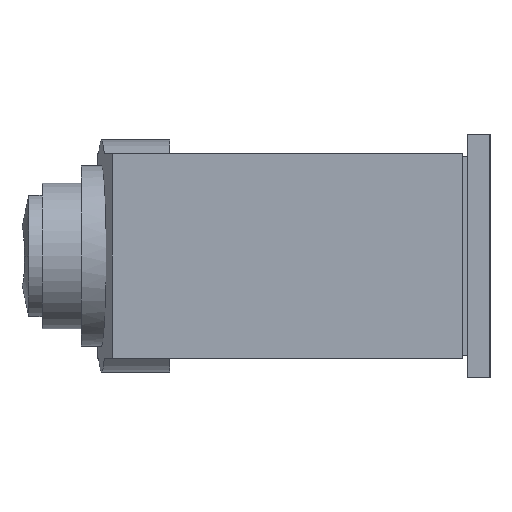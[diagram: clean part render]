
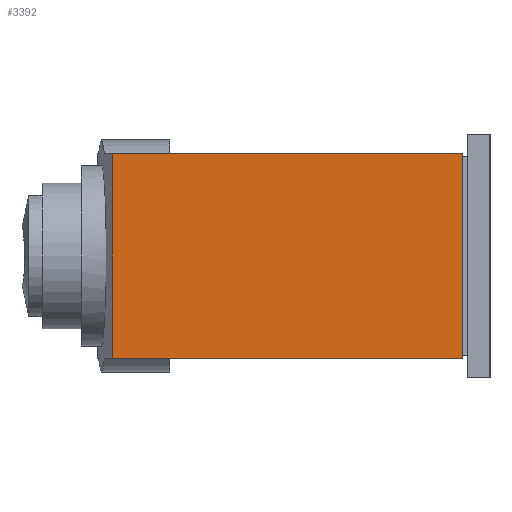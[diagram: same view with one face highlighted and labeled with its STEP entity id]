
A CAD part, left-side view. The second image highlights one B-rep face of the part: STEP entity #3392.
In plain terms, the highlighted planar face has unit normal (-1, 0, 0).
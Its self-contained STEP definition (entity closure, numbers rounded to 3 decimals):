
#146 = AXIS2_PLACEMENT_3D ( 'NONE', #1382, #2500, #318 ) ;
#208 = CARTESIAN_POINT ( 'NONE',  ( -30.8, 31.67, -10.5 ) ) ;
#228 = CARTESIAN_POINT ( 'NONE',  ( -30.8, 31.67, 9.25 ) ) ;
#249 = EDGE_LOOP ( 'NONE', ( #393, #3009, #3201, #3144 ) ) ;
#280 = VERTEX_POINT ( 'NONE', #3407 ) ;
#318 = DIRECTION ( 'NONE',  ( 0., -1., 0. ) ) ;
#393 = ORIENTED_EDGE ( 'NONE', *, *, #736, .F. ) ;
#522 = CARTESIAN_POINT ( 'NONE',  ( -30.8, 0., 9.25 ) ) ;
#559 = VERTEX_POINT ( 'NONE', #228 ) ;
#736 = EDGE_CURVE ( 'NONE', #1020, #2633, #1393, .T. ) ;
#795 = VECTOR ( 'NONE', #2595, 1000. ) ;
#1020 = VERTEX_POINT ( 'NONE', #2981 ) ;
#1064 = LINE ( 'NONE', #522, #3354 ) ;
#1306 = VECTOR ( 'NONE', #2935, 1000. ) ;
#1382 = CARTESIAN_POINT ( 'NONE',  ( -30.8, 0., 9.25 ) ) ;
#1393 = LINE ( 'NONE', #1848, #1306 ) ;
#1413 = PLANE ( 'NONE',  #146 ) ;
#1486 = CARTESIAN_POINT ( 'NONE',  ( -30.8, 0., 9.25 ) ) ;
#1541 = DIRECTION ( 'NONE',  ( 0., 0., -1. ) ) ;
#1609 = DIRECTION ( 'NONE',  ( 0., 1., 0. ) ) ;
#1650 = VECTOR ( 'NONE', #1541, 1000. ) ;
#1848 = CARTESIAN_POINT ( 'NONE',  ( -30.8, 0., -9.25 ) ) ;
#2150 = CARTESIAN_POINT ( 'NONE',  ( -30.8, 31.67, -9.25 ) ) ;
#2187 = EDGE_CURVE ( 'NONE', #2633, #559, #3202, .T. ) ;
#2311 = LINE ( 'NONE', #1486, #1650 ) ;
#2481 = FACE_OUTER_BOUND ( 'NONE', #249, .T. ) ;
#2500 = DIRECTION ( 'NONE',  ( 1., 0., 0. ) ) ;
#2547 = EDGE_CURVE ( 'NONE', #280, #1020, #2311, .T. ) ;
#2595 = DIRECTION ( 'NONE',  ( 0., 0., 1. ) ) ;
#2633 = VERTEX_POINT ( 'NONE', #2150 ) ;
#2935 = DIRECTION ( 'NONE',  ( 0., 1., 0. ) ) ;
#2981 = CARTESIAN_POINT ( 'NONE',  ( -30.8, 0., -9.25 ) ) ;
#3009 = ORIENTED_EDGE ( 'NONE', *, *, #2547, .F. ) ;
#3144 = ORIENTED_EDGE ( 'NONE', *, *, #2187, .F. ) ;
#3201 = ORIENTED_EDGE ( 'NONE', *, *, #3270, .T. ) ;
#3202 = LINE ( 'NONE', #208, #795 ) ;
#3270 = EDGE_CURVE ( 'NONE', #280, #559, #1064, .T. ) ;
#3354 = VECTOR ( 'NONE', #1609, 1000. ) ;
#3392 = ADVANCED_FACE ( 'NONE', ( #2481 ), #1413, .F. ) ;
#3407 = CARTESIAN_POINT ( 'NONE',  ( -30.8, 0., 9.25 ) ) ;
